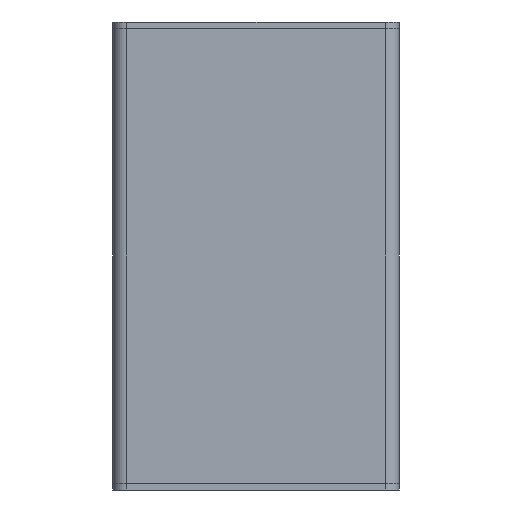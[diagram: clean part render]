
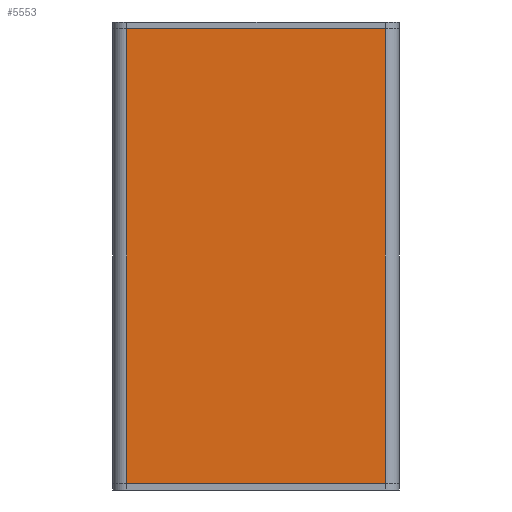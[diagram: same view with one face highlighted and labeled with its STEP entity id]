
A CAD part, front view. The second image highlights one B-rep face of the part: STEP entity #5553.
In plain terms, the highlighted planar face has unit normal (0, -1, 0).
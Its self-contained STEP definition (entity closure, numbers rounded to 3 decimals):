
#5256 = PLANE('',#5257);
#5257 = AXIS2_PLACEMENT_3D('',#5258,#5259,#5260);
#5258 = CARTESIAN_POINT('',(0.,0.,100.));
#5259 = DIRECTION('',(0.,0.,1.));
#5260 = DIRECTION('',(1.,0.,-0.));
#5310 = PLANE('',#5311);
#5311 = AXIS2_PLACEMENT_3D('',#5312,#5313,#5314);
#5312 = CARTESIAN_POINT('',(0.,0.,0.));
#5313 = DIRECTION('',(0.,0.,1.));
#5314 = DIRECTION('',(1.,0.,-0.));
#5443 = CYLINDRICAL_SURFACE('',#5444,3.);
#5444 = AXIS2_PLACEMENT_3D('',#5445,#5446,#5447);
#5445 = CARTESIAN_POINT('',(-28.5,-9.5,0.));
#5446 = DIRECTION('',(-0.,0.,-1.));
#5447 = DIRECTION('',(1.,0.,0.));
#5481 = VERTEX_POINT('2_region1_Vertex_9',#5482);
#5482 = CARTESIAN_POINT('',(-28.5,-12.5,100.));
#5504 = EDGE_CURVE('2_region1_Edge_10',#5505,#5481,#5507,.T.);
#5505 = VERTEX_POINT('2_region1_Vertex_8',#5506);
#5506 = CARTESIAN_POINT('',(-28.5,-12.5,0.));
#5507 = SURFACE_CURVE('',#5508,(#5512,#5519),.PCURVE_S1.);
#5508 = LINE('',#5509,#5510);
#5509 = CARTESIAN_POINT('',(-28.5,-12.5,0.));
#5510 = VECTOR('',#5511,1.);
#5511 = DIRECTION('',(0.,0.,1.));
#5512 = PCURVE('',#5443,#5513);
#5513 = DEFINITIONAL_REPRESENTATION('',(#5514),#5518);
#5514 = LINE('',#5515,#5516);
#5515 = CARTESIAN_POINT('',(-4.712,0.));
#5516 = VECTOR('',#5517,1.);
#5517 = DIRECTION('',(-0.,-1.));
#5518 = ( GEOMETRIC_REPRESENTATION_CONTEXT(2) 
PARAMETRIC_REPRESENTATION_CONTEXT() REPRESENTATION_CONTEXT('2D SPACE',''
  ) );
#5519 = PCURVE('',#5520,#5525);
#5520 = PLANE('',#5521);
#5521 = AXIS2_PLACEMENT_3D('',#5522,#5523,#5524);
#5522 = CARTESIAN_POINT('',(-28.5,-12.5,0.));
#5523 = DIRECTION('',(0.,1.,0.));
#5524 = DIRECTION('',(1.,0.,0.));
#5525 = DEFINITIONAL_REPRESENTATION('',(#5526),#5530);
#5526 = LINE('',#5527,#5528);
#5527 = CARTESIAN_POINT('',(0.,0.));
#5528 = VECTOR('',#5529,1.);
#5529 = DIRECTION('',(0.,-1.));
#5530 = ( GEOMETRIC_REPRESENTATION_CONTEXT(2) 
PARAMETRIC_REPRESENTATION_CONTEXT() REPRESENTATION_CONTEXT('2D SPACE',''
  ) );
#5553 = ADVANCED_FACE('2_region1_Face_319',(#5554),#5520,.F.);
#5554 = FACE_BOUND('',#5555,.F.);
#5555 = EDGE_LOOP('undefined shape id',(#5556,#5557,#5580,#5608));
#5556 = ORIENTED_EDGE('',*,*,#5504,.T.);
#5557 = ORIENTED_EDGE('',*,*,#5558,.T.);
#5558 = EDGE_CURVE('2_region1_Edge_15',#5481,#5559,#5561,.T.);
#5559 = VERTEX_POINT('2_region1_Vertex_11',#5560);
#5560 = CARTESIAN_POINT('',(28.5,-12.5,100.));
#5561 = SURFACE_CURVE('',#5562,(#5566,#5573),.PCURVE_S1.);
#5562 = LINE('',#5563,#5564);
#5563 = CARTESIAN_POINT('',(-28.5,-12.5,100.));
#5564 = VECTOR('',#5565,1.);
#5565 = DIRECTION('',(1.,0.,0.));
#5566 = PCURVE('',#5520,#5567);
#5567 = DEFINITIONAL_REPRESENTATION('',(#5568),#5572);
#5568 = LINE('',#5569,#5570);
#5569 = CARTESIAN_POINT('',(0.,-100.));
#5570 = VECTOR('',#5571,1.);
#5571 = DIRECTION('',(1.,0.));
#5572 = ( GEOMETRIC_REPRESENTATION_CONTEXT(2) 
PARAMETRIC_REPRESENTATION_CONTEXT() REPRESENTATION_CONTEXT('2D SPACE',''
  ) );
#5573 = PCURVE('',#5256,#5574);
#5574 = DEFINITIONAL_REPRESENTATION('',(#5575),#5579);
#5575 = LINE('',#5576,#5577);
#5576 = CARTESIAN_POINT('',(-28.5,-12.5));
#5577 = VECTOR('',#5578,1.);
#5578 = DIRECTION('',(1.,0.));
#5579 = ( GEOMETRIC_REPRESENTATION_CONTEXT(2) 
PARAMETRIC_REPRESENTATION_CONTEXT() REPRESENTATION_CONTEXT('2D SPACE',''
  ) );
#5580 = ORIENTED_EDGE('',*,*,#5581,.F.);
#5581 = EDGE_CURVE('2_region1_Edge_13',#5582,#5559,#5584,.T.);
#5582 = VERTEX_POINT('2_region1_Vertex_10',#5583);
#5583 = CARTESIAN_POINT('',(28.5,-12.5,0.));
#5584 = SURFACE_CURVE('',#5585,(#5589,#5596),.PCURVE_S1.);
#5585 = LINE('',#5586,#5587);
#5586 = CARTESIAN_POINT('',(28.5,-12.5,0.));
#5587 = VECTOR('',#5588,1.);
#5588 = DIRECTION('',(0.,0.,1.));
#5589 = PCURVE('',#5520,#5590);
#5590 = DEFINITIONAL_REPRESENTATION('',(#5591),#5595);
#5591 = LINE('',#5592,#5593);
#5592 = CARTESIAN_POINT('',(57.,0.));
#5593 = VECTOR('',#5594,1.);
#5594 = DIRECTION('',(0.,-1.));
#5595 = ( GEOMETRIC_REPRESENTATION_CONTEXT(2) 
PARAMETRIC_REPRESENTATION_CONTEXT() REPRESENTATION_CONTEXT('2D SPACE',''
  ) );
#5596 = PCURVE('',#5597,#5602);
#5597 = CYLINDRICAL_SURFACE('',#5598,3.);
#5598 = AXIS2_PLACEMENT_3D('',#5599,#5600,#5601);
#5599 = CARTESIAN_POINT('',(28.5,-9.5,0.));
#5600 = DIRECTION('',(-0.,0.,-1.));
#5601 = DIRECTION('',(1.,0.,0.));
#5602 = DEFINITIONAL_REPRESENTATION('',(#5603),#5607);
#5603 = LINE('',#5604,#5605);
#5604 = CARTESIAN_POINT('',(-4.712,0.));
#5605 = VECTOR('',#5606,1.);
#5606 = DIRECTION('',(-0.,-1.));
#5607 = ( GEOMETRIC_REPRESENTATION_CONTEXT(2) 
PARAMETRIC_REPRESENTATION_CONTEXT() REPRESENTATION_CONTEXT('2D SPACE',''
  ) );
#5608 = ORIENTED_EDGE('',*,*,#5609,.F.);
#5609 = EDGE_CURVE('2_region1_Edge_14',#5505,#5582,#5610,.T.);
#5610 = SURFACE_CURVE('',#5611,(#5615,#5622),.PCURVE_S1.);
#5611 = LINE('',#5612,#5613);
#5612 = CARTESIAN_POINT('',(-28.5,-12.5,0.));
#5613 = VECTOR('',#5614,1.);
#5614 = DIRECTION('',(1.,0.,0.));
#5615 = PCURVE('',#5520,#5616);
#5616 = DEFINITIONAL_REPRESENTATION('',(#5617),#5621);
#5617 = LINE('',#5618,#5619);
#5618 = CARTESIAN_POINT('',(0.,0.));
#5619 = VECTOR('',#5620,1.);
#5620 = DIRECTION('',(1.,0.));
#5621 = ( GEOMETRIC_REPRESENTATION_CONTEXT(2) 
PARAMETRIC_REPRESENTATION_CONTEXT() REPRESENTATION_CONTEXT('2D SPACE',''
  ) );
#5622 = PCURVE('',#5310,#5623);
#5623 = DEFINITIONAL_REPRESENTATION('',(#5624),#5628);
#5624 = LINE('',#5625,#5626);
#5625 = CARTESIAN_POINT('',(-28.5,-12.5));
#5626 = VECTOR('',#5627,1.);
#5627 = DIRECTION('',(1.,0.));
#5628 = ( GEOMETRIC_REPRESENTATION_CONTEXT(2) 
PARAMETRIC_REPRESENTATION_CONTEXT() REPRESENTATION_CONTEXT('2D SPACE',''
  ) );
